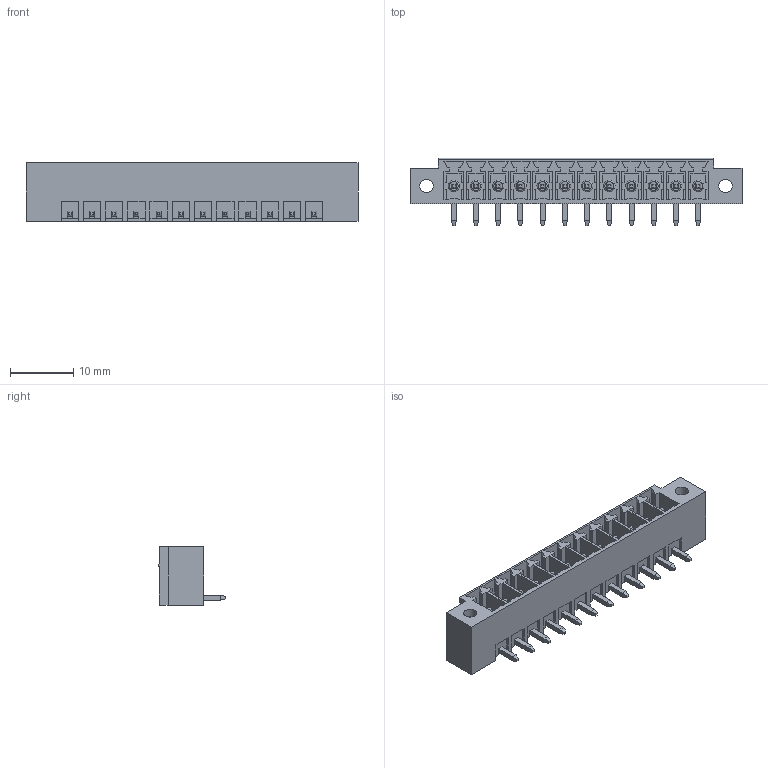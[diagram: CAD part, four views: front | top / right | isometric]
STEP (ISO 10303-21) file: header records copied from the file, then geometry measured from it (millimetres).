
FILE_DESCRIPTION( ( 'Unknown' ), '1' );
FILE_NAME( '691325110012.stp', 'Unknown', ( 'Unknown' ), ( 'Unknown' ), 'PSStep 18.0.17', 'Unknown', ' ' );
FILE_SCHEMA( ( 'AUTOMOTIVE_DESIGN { 1 0 10303 214 1 1 1 1 }' ) );
Length unit declared in the file: millimetre
Products named in the file (4): Assem1; 6913251100xx_INSERT; 6913251100xx_PIN; 691325110012
Assembly tree (15 placements, depth 2):
  Assem1
    6913251100xx_INSERT  x2
    6913251100xx_PIN  x12
    691325110012
Bounding box: 52.3 x 10.7 x 9.2 mm (x, y, z)
Volume: 1623.6 mm3; surface area: 5107.2 mm2
Topology: 15 solids, 15 shells, 746 faces, 1985 edges, 1283 vertices
Faces by surface type: plane 689, cylinder 41, torus 16
Full cylindrical faces by diameter (mm): 1.8 x12, 2.121 x4
Entity records: 21979 total; most frequent: CARTESIAN_POINT 3335, ORIENTED_EDGE 3018, DIRECTION 2697, EDGE_CURVE 1509, LINE 1425, VECTOR 1425, VERTEX_POINT 1010, AXIS2_PLACEMENT_3D 636
